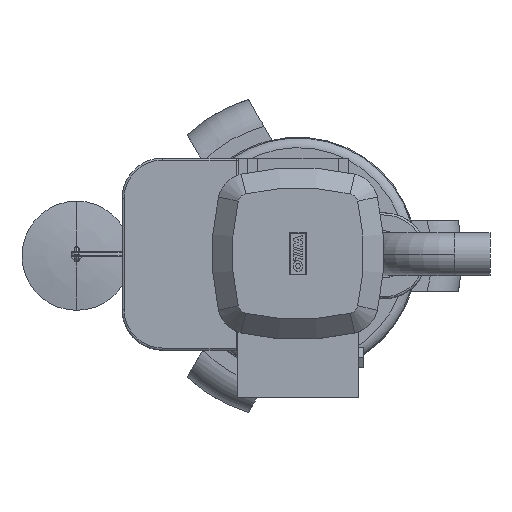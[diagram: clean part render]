
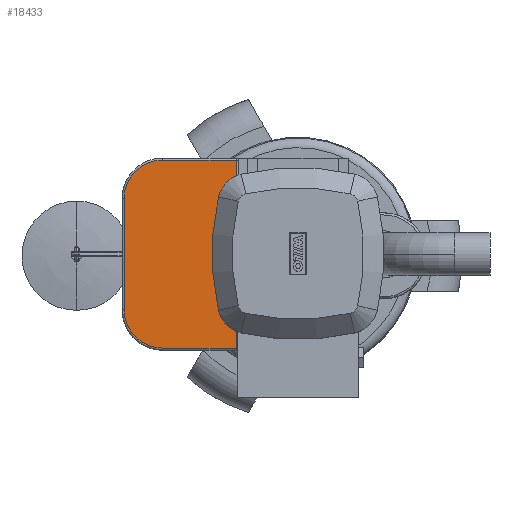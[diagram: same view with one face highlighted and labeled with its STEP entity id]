
A CAD part, top view. The second image highlights one B-rep face of the part: STEP entity #18433.
In plain terms, the highlighted planar face has unit normal (0, 0, 1).
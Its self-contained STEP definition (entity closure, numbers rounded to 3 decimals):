
#18011=CARTESIAN_POINT('',(-61.,93.0,1085.0));
#18012=VERTEX_POINT('',#18011);
#18063=CARTESIAN_POINT('',(-61.,-93.0,1085.0));
#18064=VERTEX_POINT('',#18063);
#18098=CARTESIAN_POINT('',(-134.,-93.0,1085.0));
#18099=VERTEX_POINT('',#18098);
#18107=CARTESIAN_POINT('',(-172.,-55.0,1085.0));
#18108=VERTEX_POINT('',#18107);
#18109=CARTESIAN_POINT('',(-134.,-55.0,1085.0));
#18110=DIRECTION('',(0.0,0.0,-1.));
#18111=DIRECTION('',(-0.707,-0.707,0.0));
#18112=AXIS2_PLACEMENT_3D('',#18109,#18110,#18111);
#18113=CIRCLE('',#18112,38.);
#18114=EDGE_CURVE('',#18099,#18108,#18113,.T.);
#18146=CARTESIAN_POINT('',(-61.,-93.0,1085.0));
#18147=DIRECTION('',(-1.0,0.0,0.0));
#18148=VECTOR('',#18147,73.);
#18149=LINE('',#18146,#18148);
#18150=EDGE_CURVE('',#18064,#18099,#18149,.T.);
#18160=CARTESIAN_POINT('',(-172.,55.0,1085.0));
#18161=VERTEX_POINT('',#18160);
#18171=CARTESIAN_POINT('',(-172.,-55.0,1085.0));
#18172=DIRECTION('',(0.0,1.0,0.0));
#18173=VECTOR('',#18172,110.0);
#18174=LINE('',#18171,#18173);
#18175=EDGE_CURVE('',#18108,#18161,#18174,.T.);
#18215=CARTESIAN_POINT('',(-61.,93.0,1085.0));
#18216=DIRECTION('',(0.0,-1.0,0.0));
#18217=VECTOR('',#18216,186.0);
#18218=LINE('',#18215,#18217);
#18219=EDGE_CURVE('',#18012,#18064,#18218,.T.);
#18229=CARTESIAN_POINT('',(-134.,93.0,1085.0));
#18230=VERTEX_POINT('',#18229);
#18240=CARTESIAN_POINT('',(-134.,55.0,1085.0));
#18241=DIRECTION('',(0.0,0.0,-1.0));
#18242=DIRECTION('',(-0.707,0.707,0.0));
#18243=AXIS2_PLACEMENT_3D('',#18240,#18241,#18242);
#18244=CIRCLE('',#18243,38.0);
#18245=EDGE_CURVE('',#18161,#18230,#18244,.T.);
#18300=CARTESIAN_POINT('',(-134.,93.0,1085.0));
#18301=DIRECTION('',(1.0,0.0,0.0));
#18302=VECTOR('',#18301,73.);
#18303=LINE('',#18300,#18302);
#18304=EDGE_CURVE('',#18230,#18012,#18303,.T.);
#18420=CARTESIAN_POINT('',(-116.5,0.0,1085.0));
#18421=DIRECTION('',(0.0,0.0,1.0));
#18422=DIRECTION('',(1.0,0.0,0.0));
#18423=AXIS2_PLACEMENT_3D('',#18420,#18421,#18422);
#18424=PLANE('',#18423);
#18425=ORIENTED_EDGE('',*,*,#18114,.F.);
#18426=ORIENTED_EDGE('',*,*,#18150,.F.);
#18427=ORIENTED_EDGE('',*,*,#18219,.F.);
#18428=ORIENTED_EDGE('',*,*,#18304,.F.);
#18429=ORIENTED_EDGE('',*,*,#18245,.F.);
#18430=ORIENTED_EDGE('',*,*,#18175,.F.);
#18431=EDGE_LOOP('',(#18425,#18426,#18427,#18428,#18429,#18430));
#18432=FACE_OUTER_BOUND('',#18431,.T.);
#18433=ADVANCED_FACE('',(#18432),#18424,.T.);
